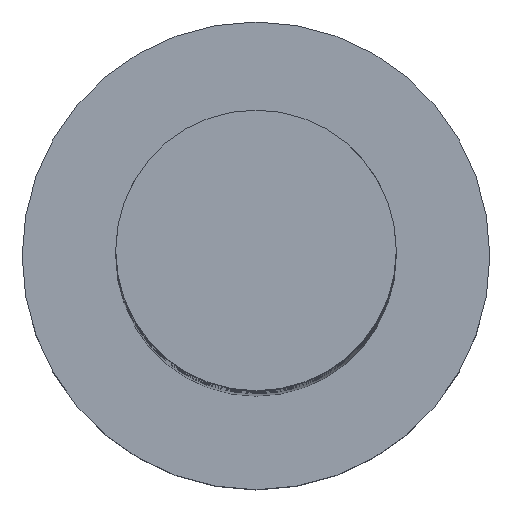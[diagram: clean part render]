
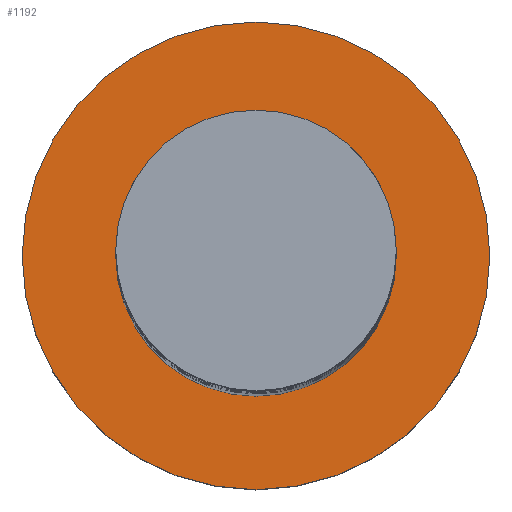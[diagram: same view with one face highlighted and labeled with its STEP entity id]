
A CAD part, top view. The second image highlights one B-rep face of the part: STEP entity #1192.
In plain terms, the highlighted planar face has unit normal (0, 0, 1).
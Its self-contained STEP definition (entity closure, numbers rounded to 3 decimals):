
#4 = DIRECTION ( 'NONE',  ( 0., 0., 1. ) ) ;
#16 = CARTESIAN_POINT ( 'NONE',  ( 10., 0., 7. ) ) ;
#27 = CARTESIAN_POINT ( 'NONE',  ( 0., 0., 7. ) ) ;
#84 = AXIS2_PLACEMENT_3D ( 'NONE', #294, #1337, #575 ) ;
#133 = VERTEX_POINT ( 'NONE', #1288 ) ;
#181 = EDGE_LOOP ( 'NONE', ( #492, #1105 ) ) ;
#197 = DIRECTION ( 'NONE',  ( 1., 0., 0. ) ) ;
#221 = AXIS2_PLACEMENT_3D ( 'NONE', #27, #1545, #1151 ) ;
#263 = DIRECTION ( 'NONE',  ( 1., 0., 0. ) ) ;
#291 = ORIENTED_EDGE ( 'NONE', *, *, #1389, .F. ) ;
#294 = CARTESIAN_POINT ( 'NONE',  ( 0., 0., 7. ) ) ;
#407 = AXIS2_PLACEMENT_3D ( 'NONE', #708, #715, #197 ) ;
#467 = EDGE_CURVE ( 'NONE', #1095, #813, #1361, .T. ) ;
#492 = ORIENTED_EDGE ( 'NONE', *, *, #1623, .T. ) ;
#575 = DIRECTION ( 'NONE',  ( 1., 0., 0. ) ) ;
#708 = CARTESIAN_POINT ( 'NONE',  ( 0., 0., 7. ) ) ;
#715 = DIRECTION ( 'NONE',  ( 0., 0., 1. ) ) ;
#813 = VERTEX_POINT ( 'NONE', #1078 ) ;
#848 = FACE_OUTER_BOUND ( 'NONE', #181, .T. ) ;
#859 = AXIS2_PLACEMENT_3D ( 'NONE', #1021, #1401, #263 ) ;
#872 = DIRECTION ( 'NONE',  ( 1., 0., 0. ) ) ;
#888 = ORIENTED_EDGE ( 'NONE', *, *, #1354, .F. ) ;
#964 = CIRCLE ( 'NONE', #221, 10. ) ;
#983 = EDGE_LOOP ( 'NONE', ( #888, #291 ) ) ;
#1021 = CARTESIAN_POINT ( 'NONE',  ( 0., 0., 7. ) ) ;
#1043 = AXIS2_PLACEMENT_3D ( 'NONE', #1658, #4, #872 ) ;
#1078 = CARTESIAN_POINT ( 'NONE',  ( -10., 0., 7. ) ) ;
#1084 = FACE_BOUND ( 'NONE', #983, .T. ) ;
#1095 = VERTEX_POINT ( 'NONE', #16 ) ;
#1105 = ORIENTED_EDGE ( 'NONE', *, *, #467, .T. ) ;
#1145 = VERTEX_POINT ( 'NONE', #1269 ) ;
#1151 = DIRECTION ( 'NONE',  ( 1., 0., 0. ) ) ;
#1192 = ADVANCED_FACE ( 'NONE', ( #1084, #848 ), #1332, .T. ) ;
#1269 = CARTESIAN_POINT ( 'NONE',  ( 6., 0., 7. ) ) ;
#1278 = CIRCLE ( 'NONE', #1043, 6. ) ;
#1288 = CARTESIAN_POINT ( 'NONE',  ( -6., 0., 7. ) ) ;
#1307 = CIRCLE ( 'NONE', #859, 6. ) ;
#1332 = PLANE ( 'NONE',  #407 ) ;
#1337 = DIRECTION ( 'NONE',  ( 0., 0., 1. ) ) ;
#1354 = EDGE_CURVE ( 'NONE', #133, #1145, #1278, .T. ) ;
#1361 = CIRCLE ( 'NONE', #84, 10. ) ;
#1389 = EDGE_CURVE ( 'NONE', #1145, #133, #1307, .T. ) ;
#1401 = DIRECTION ( 'NONE',  ( 0., 0., 1. ) ) ;
#1545 = DIRECTION ( 'NONE',  ( 0., 0., 1. ) ) ;
#1623 = EDGE_CURVE ( 'NONE', #813, #1095, #964, .T. ) ;
#1658 = CARTESIAN_POINT ( 'NONE',  ( 0., 0., 7. ) ) ;
